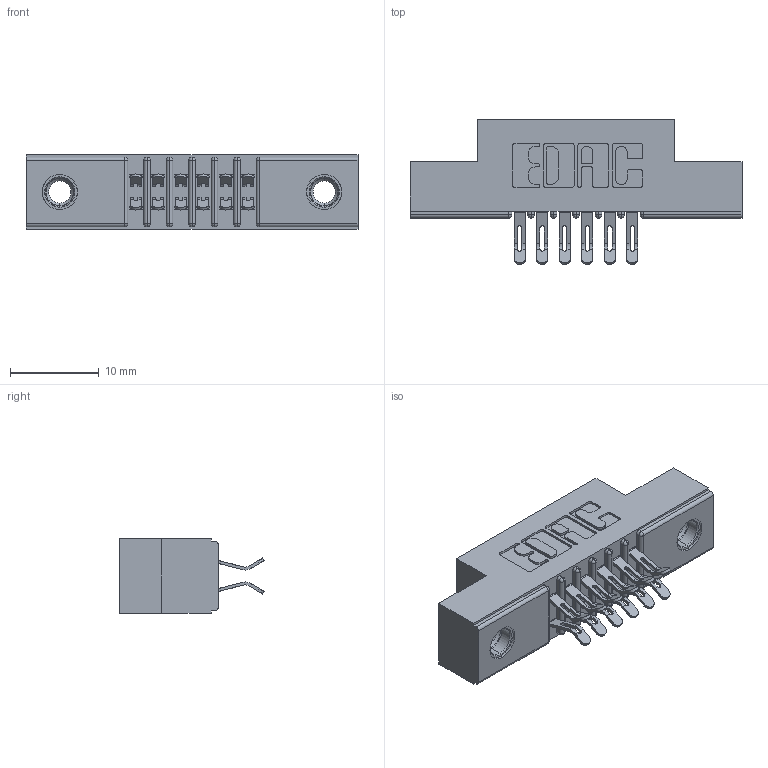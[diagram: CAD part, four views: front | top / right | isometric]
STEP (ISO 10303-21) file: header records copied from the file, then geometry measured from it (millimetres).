
FILE_DESCRIPTION (( 'STEP AP203' ), '1' );
FILE_NAME ('391-012-555-207.STEP', '2018-08-08T16:40:11', ( '' ), ( '' ), 'SwSTEP 2.0', 'SolidWorks 2016', '' );
FILE_SCHEMA (( 'CONFIG_CONTROL_DESIGN' ));
Length unit declared in the file: inch
Products named in the file (4): 345-250-001_345-250-005-103; 391-012-555-207; 341 Part_.156 (3.96) Dia Mounting Holes; 341-292-001_341-292-155
Assembly tree (15 placements, depth 2):
  391-012-555-207
    341 Part_.156 (3.96) Dia Mounting Holes
    341-292-001_341-292-155  x12
    345-250-001_345-250-005-103  x2
Bounding box: 37.47 x 16.31 x 8.38 mm (x, y, z)
Volume: 2178.3 mm3; surface area: 3684.5 mm2
Topology: 15 solids, 15 shells, 1112 faces, 3254 edges, 2114 vertices
Faces by surface type: plane 604, cylinder 468, sphere 14, torus 14, cone 12
Entity records: 13712 total; most frequent: CARTESIAN_POINT 2279, ORIENTED_EDGE 2244, DIRECTION 2238, EDGE_CURVE 1122, VECTOR 848, LINE 848, VERTEX_POINT 720, AXIS2_PLACEMENT_3D 695
